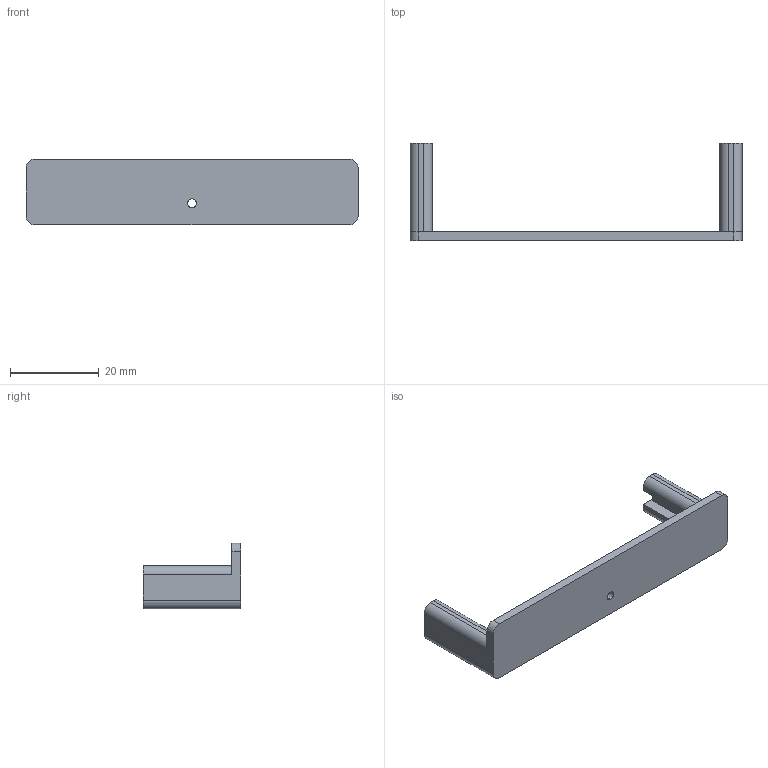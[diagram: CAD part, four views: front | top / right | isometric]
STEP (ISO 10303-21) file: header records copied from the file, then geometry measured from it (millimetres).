
FILE_DESCRIPTION (( 'STEP AP214' ), '1' );
FILE_NAME ('Thermocouplers holder.STEP', '2022-10-28T12:09:26', ( '' ), ( '' ), 'SwSTEP 2.0', 'SolidWorks 2022', '' );
FILE_SCHEMA (( 'AUTOMOTIVE_DESIGN' ));
Length unit declared in the file: millimetre
Products named in the file (1): Thermocouplers holder
Bounding box: 75 x 22 x 14.9 mm (x, y, z)
Volume: 3664.5 mm3; surface area: 3832.6 mm2
Topology: 1 solids, 1 shells, 40 faces, 108 edges, 72 vertices
Faces by surface type: plane 22, cylinder 14, torus 4
Entity records: 1310 total; most frequent: DIRECTION 230, CARTESIAN_POINT 221, ORIENTED_EDGE 216, EDGE_CURVE 108, AXIS2_PLACEMENT_3D 81, VERTEX_POINT 72, LINE 68, VECTOR 68
